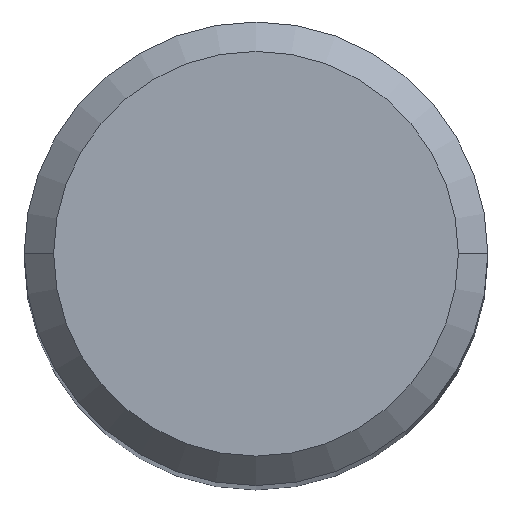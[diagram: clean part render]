
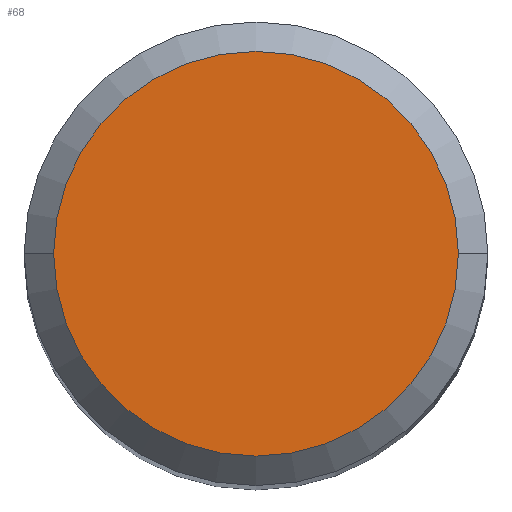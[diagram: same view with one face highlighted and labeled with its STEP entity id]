
A CAD part, top view. The second image highlights one B-rep face of the part: STEP entity #68.
In plain terms, the highlighted planar face has unit normal (0, 0, 1).
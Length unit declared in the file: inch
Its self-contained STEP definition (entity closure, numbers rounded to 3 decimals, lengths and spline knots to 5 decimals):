
#16 = EDGE_CURVE ( 'NONE', #74, #261, #319, .T. ) ;
#25 = AXIS2_PLACEMENT_3D ( 'NONE', #150, #178, #205 ) ;
#53 = DIRECTION ( 'NONE',  ( 1., 0., 0. ) ) ;
#68 = ADVANCED_FACE ( 'NONE', ( #236 ), #313, .T. ) ;
#74 = VERTEX_POINT ( 'NONE', #75 ) ;
#75 = CARTESIAN_POINT ( 'NONE',  ( 0.10311, 0., 2.95276 ) ) ;
#101 = DIRECTION ( 'NONE',  ( 1., 0., 0. ) ) ;
#150 = CARTESIAN_POINT ( 'NONE',  ( 0., 0., 2.95276 ) ) ;
#178 = DIRECTION ( 'NONE',  ( 0., 0., 1. ) ) ;
#183 = CARTESIAN_POINT ( 'NONE',  ( 0., 0., 2.95276 ) ) ;
#205 = DIRECTION ( 'NONE',  ( 1., 0., 0. ) ) ;
#209 = DIRECTION ( 'NONE',  ( 0., 0., 1. ) ) ;
#213 = CARTESIAN_POINT ( 'NONE',  ( 0., 0., 2.95276 ) ) ;
#217 = ORIENTED_EDGE ( 'NONE', *, *, #16, .T. ) ;
#221 = CARTESIAN_POINT ( 'NONE',  ( -0.10311, 0., 2.95276 ) ) ;
#236 = FACE_OUTER_BOUND ( 'NONE', #301, .T. ) ;
#238 = CIRCLE ( 'NONE', #25, 0.10311 ) ;
#261 = VERTEX_POINT ( 'NONE', #221 ) ;
#279 = AXIS2_PLACEMENT_3D ( 'NONE', #213, #209, #53 ) ;
#284 = DIRECTION ( 'NONE',  ( 0., 0., 1. ) ) ;
#289 = EDGE_CURVE ( 'NONE', #261, #74, #238, .T. ) ;
#301 = EDGE_LOOP ( 'NONE', ( #345, #217 ) ) ;
#304 = AXIS2_PLACEMENT_3D ( 'NONE', #183, #284, #101 ) ;
#313 = PLANE ( 'NONE',  #279 ) ;
#319 = CIRCLE ( 'NONE', #304, 0.10311 ) ;
#345 = ORIENTED_EDGE ( 'NONE', *, *, #289, .T. ) ;
